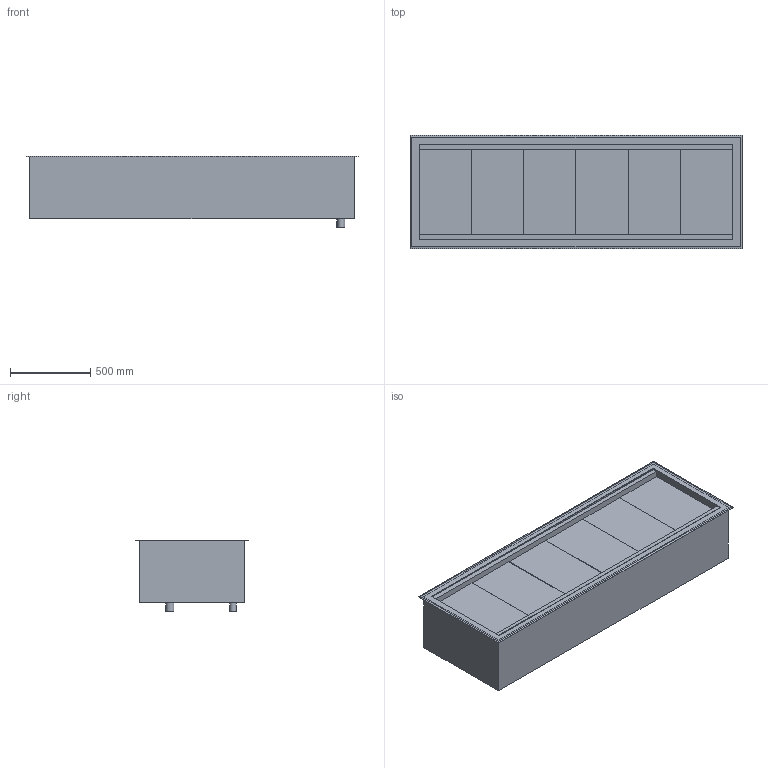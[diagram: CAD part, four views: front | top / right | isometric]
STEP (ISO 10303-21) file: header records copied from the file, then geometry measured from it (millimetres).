
FILE_DESCRIPTION(/* description */ ('Umluftkühlwanne: Kälte extern'),/* implementation_level */ '2;1');
FILE_NAME(/* name */ '3D-AKE-00003009.stp',/* time_stamp */ '2023-06-14T11:14:23+02:00',/* author */ ('marina.schachner'),/* organization */ (''),/* preprocessor_version */ 'ST-DEVELOPER v18.1',/* originating_system */ 'Autodesk Inventor 2020',/* authorisation */ '');
FILE_SCHEMA (('AUTOMOTIVE_DESIGN { 1 0 10303 214 3 1 1 }'));
Length unit declared in the file: millimetre
Products named in the file (1): 3D-AKE-00003009
Bounding box: 2070 x 705 x 445 mm (x, y, z)
Volume: 139885783.1 mm3; surface area: 10798228.8 mm2
Topology: 9 solids, 9 shells, 76 faces, 162 edges, 108 vertices
Faces by surface type: plane 74, cylinder 2
Full cylindrical faces by diameter (mm): 40 x1, 50 x1
Entity records: 2047 total; most frequent: CARTESIAN_POINT 347, ORIENTED_EDGE 324, DIRECTION 324, EDGE_CURVE 162, LINE 154, VECTOR 154, VERTEX_POINT 108, AXIS2_PLACEMENT_3D 85
